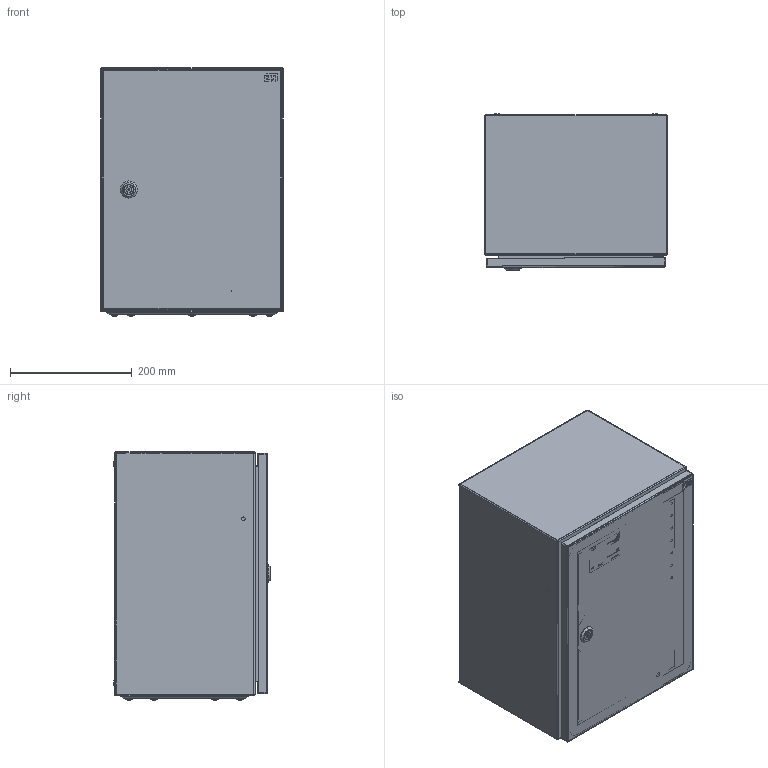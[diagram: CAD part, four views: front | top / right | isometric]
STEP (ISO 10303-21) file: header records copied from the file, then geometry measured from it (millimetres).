
FILE_DESCRIPTION((''),'2;1');
FILE_NAME('GT_40_30_25_ASM','2021-11-04T',('marketing.praksa'),('Audax d.o.o.'),'CREO PARAMETRIC BY PTC INC, 2017480','CREO PARAMETRIC BY PTC INC, 2017480','');
FILE_SCHEMA(('AUTOMOTIVE_DESIGN { 1 0 10303 214 1 1 1 1 }'));
Products named in the file (39): DRZWI_1_2_3_4_5_6_7_8_9_10_1_23; DRZWI_1_2_3_4_5_6_7_8_9_10_1_25; ZAWIAS_3_ST47_002_ELEMENT-386_1; ZAWIAS_3_ST47_002_ELEMENT-386_2; DRZWI_1_2_3_4_5_6_7_8_9_10_1_26; DRZWI_1_2_3_4_5_6_7_8_9_10_1_27; DRZWI_1_2_3_4_5_6_7_8_9_10_1_28; 1_EB_1000-U6_H__KORPUS_1_2_3__4; 1_EB_1000-U6_H__WK_ADKA_1_2__12; 1_EB_1000-U6_H__SRUBA_1_2_3__11; DRZWI_1_2_3_4_5_6_7_8_9_10_1_29; 1_EB_1000-U6_H__NAKR_TKA_1_2_14; DRZWI_1_2_3_4_5_6_7_8_9_10__20_; ANSI_B27_7M_3CMI-4-38683_1_1_1; DRZWI_1_2_3_4_5_6_7_8_9_10__21_; DRZWI_1_2_3_4_5_6_7_8_9_10__22_; ANSI_B27_7M_3CMI-4-38686_1_1_1; DRZWI_1_2_3_4_5_6_7_8_9_10__23_; ETI_LOGO_1_1_1_1_1_2_3_4_5_6__2; ETI_LOGO_2_1_1_1_1_2_3_4_5_6__2; ETI_LOGO_3_1_1_1_1_2_3_4_5_6__2; PRZEPUST_1_2_3_4_5_6_7_8_1_1__1; PRZEPUST_1_2_3_4_5_6_7_8_1_1__2; PRZEPUST_1_2_3_4_5_6_7_8_1_1__3; PRZEPUST_1_2_3_4_5_6_7_8_1_1__4; PRZEPUST_1_2_3_4_5_6_7_8_1_1__5; PRZEPUST_1_2_3_4_5_6_7_8_1_1__6; PRZEPUST_1_2_3_4_5_6_7_8_1_1__7; PRZEPUST_1_2_3_4_5_6_7_8_1_1__8; PRZEPUST_1_2_3_4_5_6_7_8_1_1__9; PRZEPUST_1_2_3_4_5_6_7_8_1_1_10; KOR_GT_40-30-20_1_1_1_1; ZAWIAS_1_2_3_4_5_6_7_8_1_1_1; TULEJA_1_2_3_4_5_6_7_8_1_1_1; PLYTA_1_2_3_4_5_6_7_8_1_1_1; NAKRETKA_M8_1_2_3_4_5_6_7_8_1_1; ZASLEPKA_10_7_1_2_3_4_5_6_1_1_1; SCREWS_40-30-25_1; GT_40_30_25_ASM
Assembly tree (48 placements, depth 2):
  GT_40_30_25_ASM
    DRZWI_1_2_3_4_5_6_7_8_9_10_1_23
    DRZWI_1_2_3_4_5_6_7_8_9_10_1_25
    ZAWIAS_3_ST47_002_ELEMENT-386_1
    ZAWIAS_3_ST47_002_ELEMENT-386_2
    DRZWI_1_2_3_4_5_6_7_8_9_10_1_26
    DRZWI_1_2_3_4_5_6_7_8_9_10_1_27
    DRZWI_1_2_3_4_5_6_7_8_9_10_1_28
    1_EB_1000-U6_H__KORPUS_1_2_3__4
    1_EB_1000-U6_H__WK_ADKA_1_2__12
    1_EB_1000-U6_H__SRUBA_1_2_3__11
    DRZWI_1_2_3_4_5_6_7_8_9_10_1_29
    1_EB_1000-U6_H__NAKR_TKA_1_2_14
    DRZWI_1_2_3_4_5_6_7_8_9_10__20_
    ANSI_B27_7M_3CMI-4-38683_1_1_1
    DRZWI_1_2_3_4_5_6_7_8_9_10__21_
    DRZWI_1_2_3_4_5_6_7_8_9_10__22_
    ANSI_B27_7M_3CMI-4-38686_1_1_1
    DRZWI_1_2_3_4_5_6_7_8_9_10__23_
    ETI_LOGO_1_1_1_1_1_2_3_4_5_6__2
    ETI_LOGO_2_1_1_1_1_2_3_4_5_6__2
    ETI_LOGO_3_1_1_1_1_2_3_4_5_6__2
    PRZEPUST_1_2_3_4_5_6_7_8_1_1__1
    PRZEPUST_1_2_3_4_5_6_7_8_1_1__2
    PRZEPUST_1_2_3_4_5_6_7_8_1_1__3
    PRZEPUST_1_2_3_4_5_6_7_8_1_1__4
    PRZEPUST_1_2_3_4_5_6_7_8_1_1__5
    PRZEPUST_1_2_3_4_5_6_7_8_1_1__6
    PRZEPUST_1_2_3_4_5_6_7_8_1_1__7
    PRZEPUST_1_2_3_4_5_6_7_8_1_1__8
    PRZEPUST_1_2_3_4_5_6_7_8_1_1__9
    PRZEPUST_1_2_3_4_5_6_7_8_1_1_10
    KOR_GT_40-30-20_1_1_1_1
    ZAWIAS_1_2_3_4_5_6_7_8_1_1_1  x2
    TULEJA_1_2_3_4_5_6_7_8_1_1_1  x4
    PLYTA_1_2_3_4_5_6_7_8_1_1_1
    NAKRETKA_M8_1_2_3_4_5_6_7_8_1_1  x4
    ZASLEPKA_10_7_1_2_3_4_5_6_1_1_1  x4
    SCREWS_40-30-25_1
Bounding box: 300 x 256.85 x 407.94 mm (x, y, z)
Volume: 1216116.7 mm3; surface area: 1633507 mm2
Topology: 48 solids, 48 shells, 2593 faces, 7156 edges, 4770 vertices
Faces by surface type: plane 1148, cylinder 938, extrusion 136, torus 132, cone 124, bspline 65, sphere 50
Entity records: 91655 total; most frequent: CARTESIAN_POINT 18160, DIRECTION 11044, ORIENTED_EDGE 10814, PRESENTATION_STYLE_ASSIGNMENT 5796, STYLED_ITEM 5796, CURVE_STYLE 5407, EDGE_CURVE 5407, AXIS2_PLACEMENT_3D 4069
